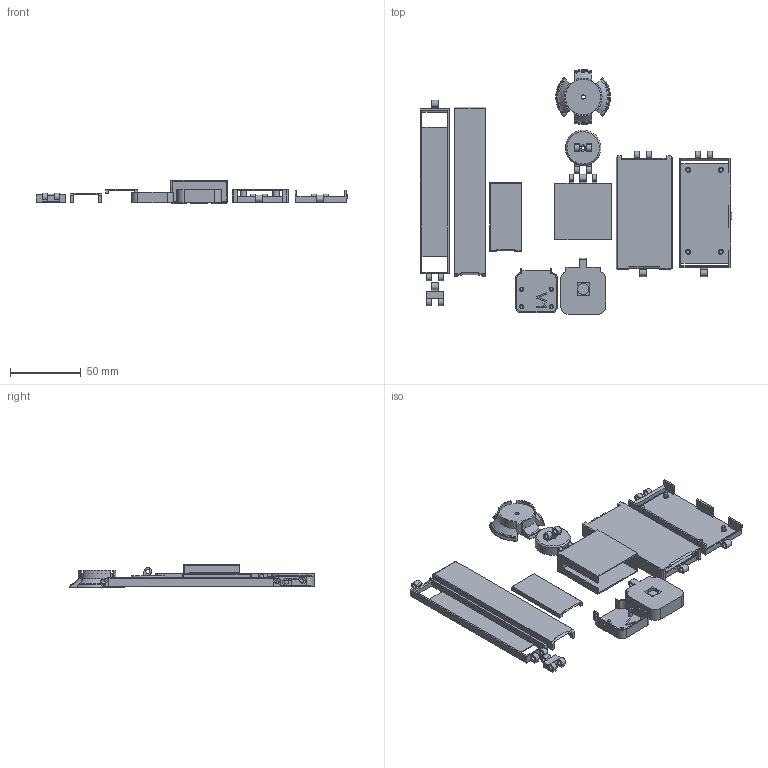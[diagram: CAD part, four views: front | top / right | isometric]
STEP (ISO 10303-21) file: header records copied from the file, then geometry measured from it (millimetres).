
FILE_DESCRIPTION(/* description */ (''),/* implementation_level */ '2;1');
FILE_NAME(/* name */ '41e28001-6b97-4368-bda1-7e3d24ea88c1.stp',/* time_stamp */ '2018-05-12T09:32:39+00:00',/* author */ (''),/* organization */ (''),/* preprocessor_version */ 'ST-DEVELOPER v17',/* originating_system */ 'Autodesk Translation Framework v7.1.0.215',/* authorisation */ '');
FILE_SCHEMA (('AUTOMOTIVE_DESIGN { 1 0 10303 214 3 1 1 }'));
Length unit declared in the file: millimetre
Products named in the file (3): Standard RPi Camera Pivotable; Camera Holder; RPiCam-v2 v2
Assembly tree (2 placements, depth 2):
  Standard RPi Camera Pivotable
    Camera Holder
    RPiCam-v2 v2
Bounding box: 220.56 x 173.16 x 16.79 mm (x, y, z)
Volume: 40229.1 mm3; surface area: 70710 mm2
Topology: 13 solids, 13 shells, 742 faces, 2013 edges, 1343 vertices
Faces by surface type: plane 510, cylinder 166, bspline 53, cone 13
Full cylindrical faces by diameter (mm): 2.05 x8, 2.5 x9, 2.8 x8, 3 x21, 3.5 x8, 4.5 x1, 5.5 x1, 8 x1, 25 x1
Entity records: 24570 total; most frequent: CARTESIAN_POINT 5546, ORIENTED_EDGE 4026, DIRECTION 3651, EDGE_CURVE 2013, LINE 1465, VECTOR 1465, VERTEX_POINT 1343, AXIS2_PLACEMENT_3D 1093
